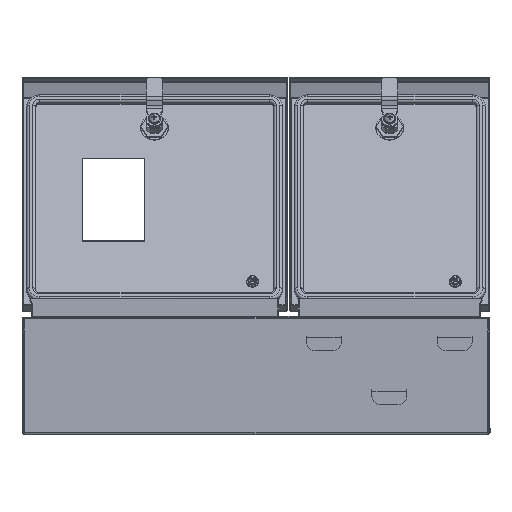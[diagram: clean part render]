
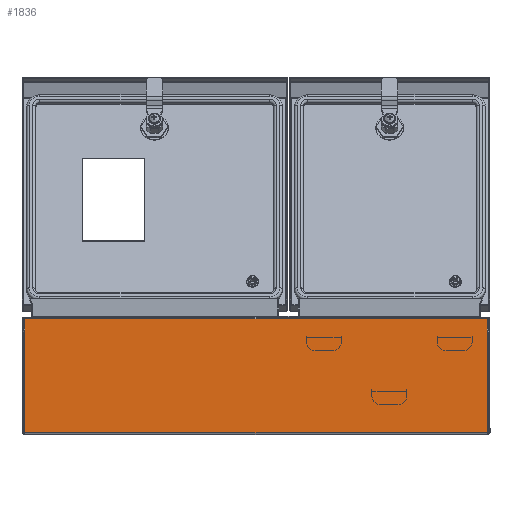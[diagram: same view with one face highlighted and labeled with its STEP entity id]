
A CAD part, left-side view. The second image highlights one B-rep face of the part: STEP entity #1836.
In plain terms, the highlighted planar face has unit normal (-1, 0, 0).
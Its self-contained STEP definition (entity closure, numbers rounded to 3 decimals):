
#1182 = FACE_OUTER_BOUND ( 'NONE', #23417, .T. ) ;
#1836 = ADVANCED_FACE ( 'NONE', ( #1182 ), #2443, .F. ) ;
#1902 = CARTESIAN_POINT ( 'NONE',  ( -156.583, -446.944, 132.46 ) ) ;
#2443 = PLANE ( 'NONE',  #2644 ) ;
#2644 = AXIS2_PLACEMENT_3D ( 'NONE', #20514, #5004, #23110 ) ;
#4108 = VECTOR ( 'NONE', #30420, 1000. ) ;
#4456 = LINE ( 'NONE', #8052, #11330 ) ;
#4462 = VECTOR ( 'NONE', #5292, 1000. ) ;
#5004 = DIRECTION ( 'NONE',  ( 1., 0., 0. ) ) ;
#5292 = DIRECTION ( 'NONE',  ( 0., 1., 0. ) ) ;
#5338 = VECTOR ( 'NONE', #23294, 1000. ) ;
#6720 = ORIENTED_EDGE ( 'NONE', *, *, #32935, .F. ) ;
#7094 = ORIENTED_EDGE ( 'NONE', *, *, #31923, .T. ) ;
#8052 = CARTESIAN_POINT ( 'NONE',  ( -156.583, 87.056, 134.46 ) ) ;
#10986 = LINE ( 'NONE', #17525, #4108 ) ;
#11322 = VERTEX_POINT ( 'NONE', #18106 ) ;
#11330 = VECTOR ( 'NONE', #13270, 1000. ) ;
#11336 = LINE ( 'NONE', #12998, #4462 ) ;
#11362 = ORIENTED_EDGE ( 'NONE', *, *, #20253, .T. ) ;
#12998 = CARTESIAN_POINT ( 'NONE',  ( -156.583, 89.056, 1. ) ) ;
#13270 = DIRECTION ( 'NONE',  ( 0., 0., -1. ) ) ;
#13349 = VERTEX_POINT ( 'NONE', #25339 ) ;
#17525 = CARTESIAN_POINT ( 'NONE',  ( -156.583, -446.944, 1. ) ) ;
#18106 = CARTESIAN_POINT ( 'NONE',  ( -156.583, 87.056, 132.46 ) ) ;
#18130 = VERTEX_POINT ( 'NONE', #1902 ) ;
#20253 = EDGE_CURVE ( 'NONE', #13349, #18130, #10986, .T. ) ;
#20514 = CARTESIAN_POINT ( 'NONE',  ( -156.583, 89.056, 134.46 ) ) ;
#23110 = DIRECTION ( 'NONE',  ( 0., 0., -1. ) ) ;
#23294 = DIRECTION ( 'NONE',  ( 0., 1., 0. ) ) ;
#23404 = CARTESIAN_POINT ( 'NONE',  ( -156.583, -446.944, 132.46 ) ) ;
#23417 = EDGE_LOOP ( 'NONE', ( #7094, #31874, #6720, #11362 ) ) ;
#25206 = LINE ( 'NONE', #23404, #5338 ) ;
#25339 = CARTESIAN_POINT ( 'NONE',  ( -156.583, -446.944, 1. ) ) ;
#26048 = VERTEX_POINT ( 'NONE', #32163 ) ;
#26397 = EDGE_CURVE ( 'NONE', #11322, #26048, #4456, .T. ) ;
#30420 = DIRECTION ( 'NONE',  ( 0., 0., 1. ) ) ;
#31874 = ORIENTED_EDGE ( 'NONE', *, *, #26397, .T. ) ;
#31923 = EDGE_CURVE ( 'NONE', #18130, #11322, #25206, .T. ) ;
#32163 = CARTESIAN_POINT ( 'NONE',  ( -156.583, 87.056, 1. ) ) ;
#32935 = EDGE_CURVE ( 'NONE', #13349, #26048, #11336, .T. ) ;
